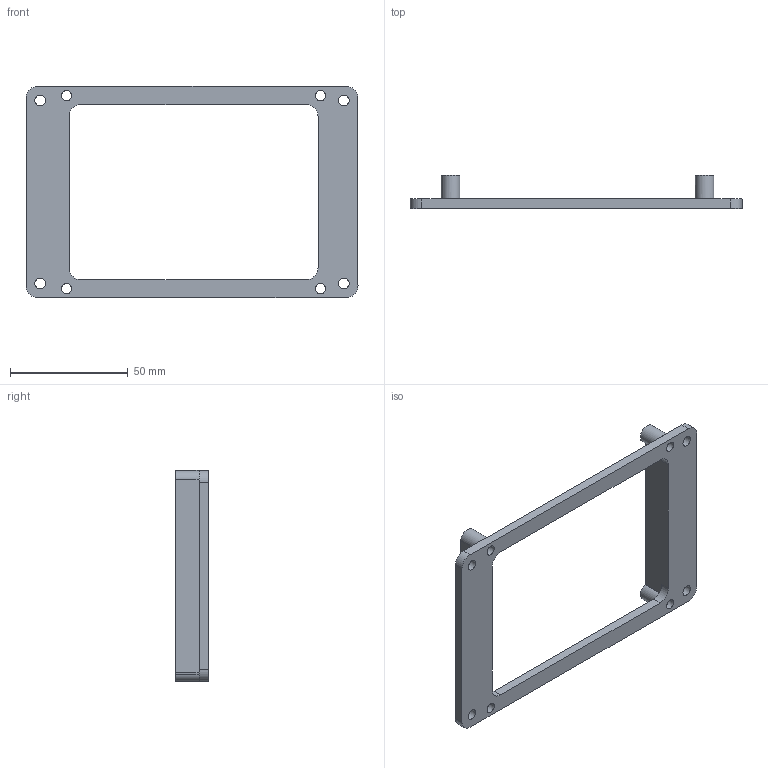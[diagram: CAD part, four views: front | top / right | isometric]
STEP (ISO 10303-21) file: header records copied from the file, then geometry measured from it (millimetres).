
FILE_DESCRIPTION(/* description */ (''),/* implementation_level */ '2;1');
FILE_NAME(/* name */ 'Arduino_IO_Mount v2.step',/* time_stamp */ '2025-08-17T14:34:36-04:00',/* author */ (''),/* organization */ (''),/* preprocessor_version */ 'ST-DEVELOPER v20.1',/* originating_system */ 'Autodesk Translation Framework v14.10.0.0',/* authorisation */ '');
FILE_SCHEMA (('AUTOMOTIVE_DESIGN { 1 0 10303 214 3 1 1 }'));
Length unit declared in the file: millimetre
Products named in the file (1): Arduino_IO_Mount
Bounding box: 141.14 x 14 x 89.79 mm (x, y, z)
Volume: 27592.5 mm3; surface area: 17377 mm2
Topology: 1 solids, 1 shells, 45 faces, 129 edges, 85 vertices
Faces by surface type: cylinder 24, plane 21
Full cylindrical faces by diameter (mm): 4.318 x4, 4.5 x4
Entity records: 1565 total; most frequent: DIRECTION 271, CARTESIAN_POINT 260, ORIENTED_EDGE 258, EDGE_CURVE 129, AXIS2_PLACEMENT_3D 96, VERTEX_POINT 85, LINE 79, VECTOR 79
